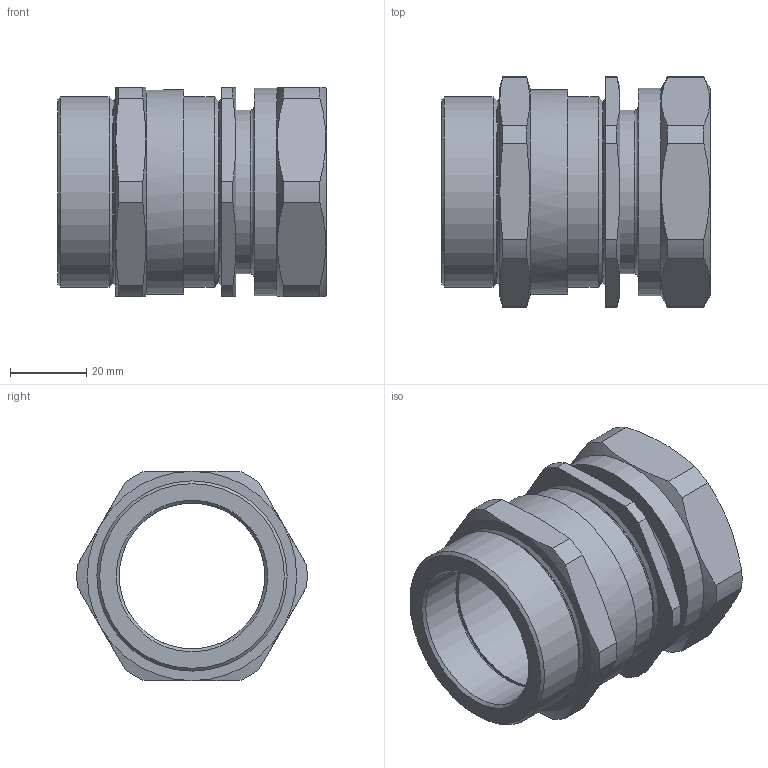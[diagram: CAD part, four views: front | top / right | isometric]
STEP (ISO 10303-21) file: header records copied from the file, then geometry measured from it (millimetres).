
FILE_DESCRIPTION (( 'STEP AP203' ), '1' );
FILE_NAME ('50SA2FRC1RA.STEP', '2017-09-27T09:03:52', ( '' ), ( '' ), 'SwSTEP 2.0', 'SolidWorks 2017', '' );
FILE_SCHEMA (( 'CONFIG_CONTROL_DESIGN' ));
Length unit declared in the file: millimetre
Products named in the file (1): 50SA2FRC1RA
Bounding box: 70.62 x 60.47 x 55 mm (x, y, z)
Surface area: 30315.1 mm2 (no closed solid volume)
Topology: 0 solids, 4 shells, 81 faces, 196 edges, 124 vertices
Faces by surface type: cylinder 29, plane 27, cone 23, torus 2
Full cylindrical faces by diameter (mm): 38.3 x1, 38.4 x1, 39 x1, 43 x1, 47.718 x1, 47.971 x1, 48 x1, 50 x2, 53.7 x1, 54.5 x1
Entity records: 2492 total; most frequent: CARTESIAN_POINT 668, DIRECTION 370, ORIENTED_EDGE 324, EDGE_CURVE 166, AXIS2_PLACEMENT_3D 164, VERTEX_POINT 118, EDGE_LOOP 114, FACE_OUTER_BOUND 94
